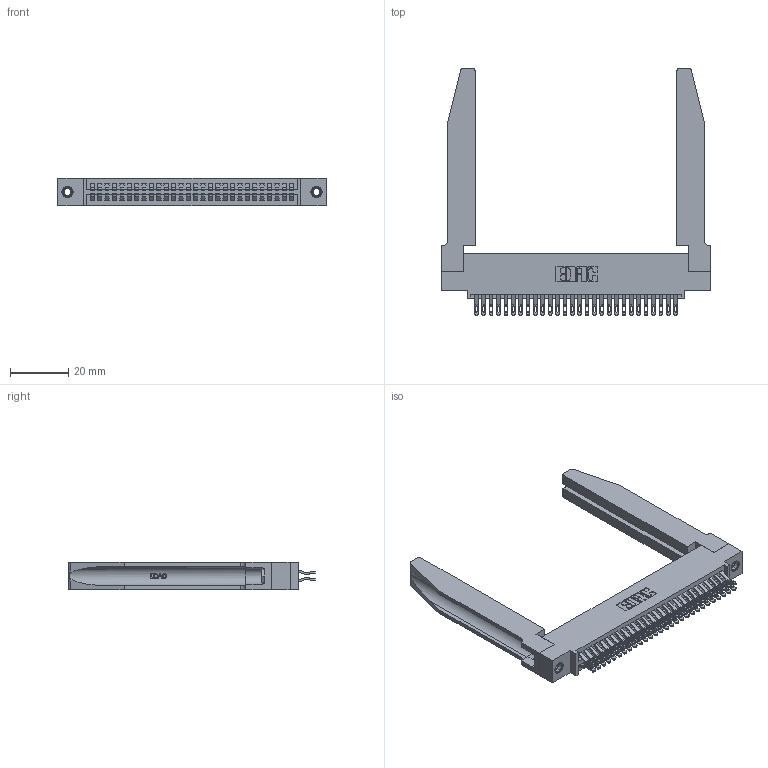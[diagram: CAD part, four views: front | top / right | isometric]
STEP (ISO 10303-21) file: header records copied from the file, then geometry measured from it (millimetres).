
FILE_DESCRIPTION (( 'STEP AP203' ), '1' );
FILE_NAME ('345-056-555-578.STEP', '2019-10-30T03:23:13', ( '' ), ( '' ), 'SwSTEP 2.0', 'SolidWorks 2016', '' );
FILE_SCHEMA (( 'CONFIG_CONTROL_DESIGN' ));
Length unit declared in the file: inch
Products named in the file (5): 345-250-001_345-250-001-102; 345-220-078_345-220-078; 345-056-555-578; 345-292-001_555 Tail; 345 Part_0.110 Offset - 0.156 Dia-TH
Assembly tree (61 placements, depth 2):
  345-056-555-578
    345 Part_0.110 Offset - 0.156 Dia-TH
    345-292-001_555 Tail  x56
    345-250-001_345-250-001-102  x2
    345-220-078_345-220-078  x2
Bounding box: 92.35 x 84.89 x 9.4 mm (x, y, z)
Volume: 16700.9 mm3; surface area: 20425.9 mm2
Topology: 61 solids, 61 shells, 3500 faces, 10873 edges, 7238 vertices
Faces by surface type: plane 1962, cylinder 1486, bspline 36, cone 12, torus 4
Entity records: 29052 total; most frequent: CARTESIAN_POINT 5837, ORIENTED_EDGE 4638, DIRECTION 4125, EDGE_CURVE 2319, LINE 1961, VECTOR 1961, VERTEX_POINT 1540, AXIS2_PLACEMENT_3D 1082
